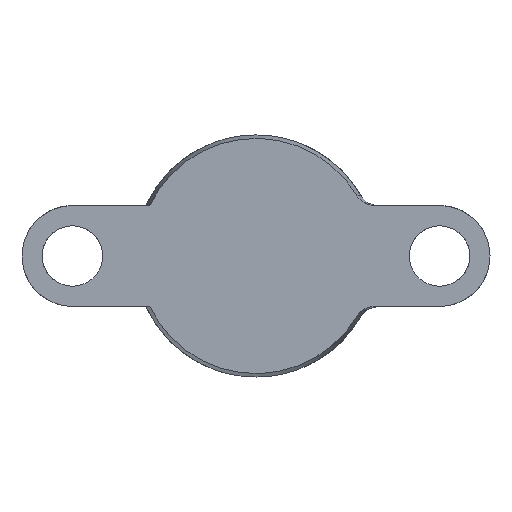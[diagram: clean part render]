
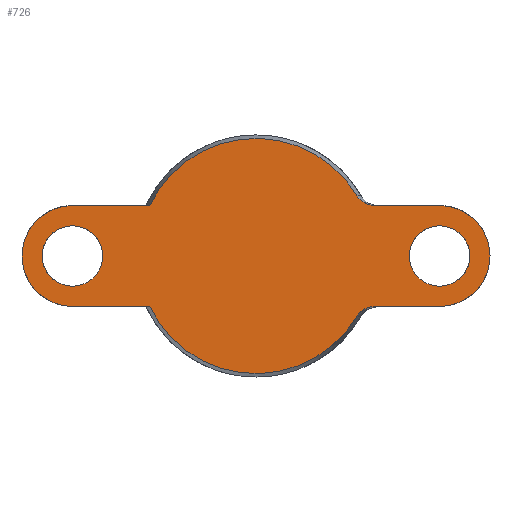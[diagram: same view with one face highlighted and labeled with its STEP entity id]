
A CAD part, front view. The second image highlights one B-rep face of the part: STEP entity #726.
In plain terms, the highlighted planar face has unit normal (0, -1, 0).
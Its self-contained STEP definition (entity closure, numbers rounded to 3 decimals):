
#7 = CIRCLE ( 'NONE', #837, 7.5 ) ;
#15 = EDGE_CURVE ( 'NONE', #566, #566, #7, .T. ) ;
#32 = EDGE_LOOP ( 'NONE', ( #1192 ) ) ;
#37 = CARTESIAN_POINT ( 'NONE',  ( 26.497, 0., -13.379 ) ) ;
#42 = ORIENTED_EDGE ( 'NONE', *, *, #1132, .T. ) ;
#48 = DIRECTION ( 'NONE',  ( 0., 1., 0. ) ) ;
#50 = ORIENTED_EDGE ( 'NONE', *, *, #1216, .T. ) ;
#60 = CARTESIAN_POINT ( 'NONE',  ( 27.869, 0., 12.721 ) ) ;
#73 = DIRECTION ( 'NONE',  ( 0., 0., -1. ) ) ;
#78 = LINE ( 'NONE', #582, #279 ) ;
#80 = EDGE_CURVE ( 'NONE', #194, #103, #1270, .T. ) ;
#83 = VERTEX_POINT ( 'NONE', #647 ) ;
#86 = DIRECTION ( 'NONE',  ( -1., 0., 0. ) ) ;
#103 = VERTEX_POINT ( 'NONE', #866 ) ;
#104 = DIRECTION ( 'NONE',  ( 0., -1., 0. ) ) ;
#109 = FACE_BOUND ( 'NONE', #1198, .T. ) ;
#111 = VECTOR ( 'NONE', #1053, 1000. ) ;
#123 = EDGE_CURVE ( 'NONE', #194, #397, #257, .T. ) ;
#138 = ORIENTED_EDGE ( 'NONE', *, *, #631, .T. ) ;
#140 = ORIENTED_EDGE ( 'NONE', *, *, #542, .F. ) ;
#178 = CARTESIAN_POINT ( 'NONE',  ( 26.678, 0., 13.261 ) ) ;
#180 = LINE ( 'NONE', #956, #365 ) ;
#181 = CARTESIAN_POINT ( 'NONE',  ( -45.5, 0., 7.5 ) ) ;
#184 = DIRECTION ( 'NONE',  ( 0., -1., 0. ) ) ;
#189 = CARTESIAN_POINT ( 'NONE',  ( 0., 0., 0. ) ) ;
#192 = CIRCLE ( 'NONE', #487, 7.5 ) ;
#194 = VERTEX_POINT ( 'NONE', #204 ) ;
#200 = FACE_BOUND ( 'NONE', #32, .T. ) ;
#204 = CARTESIAN_POINT ( 'NONE',  ( 29.374, 0., 12.5 ) ) ;
#219 = EDGE_CURVE ( 'NONE', #969, #969, #192, .T. ) ;
#229 = CARTESIAN_POINT ( 'NONE',  ( 25.237, 0., -14.58 ) ) ;
#235 = CARTESIAN_POINT ( 'NONE',  ( 25.011, 0., 14.959 ) ) ;
#238 = ORIENTED_EDGE ( 'NONE', *, *, #123, .T. ) ;
#257 = B_SPLINE_CURVE_WITH_KNOTS ( 'NONE', 3,
 ( #958, #764, #1047, #60, #1158, #655, #278, #178, #555, #460, #573, #638, #852, #1146 ),
 .UNSPECIFIED., .F., .F.,
 ( 4, 2, 2, 2, 2, 2, 4 ),
 ( 0., 0.001, 0.002, 0.003, 0.003, 0.004, 0.005 ),
 .UNSPECIFIED. ) ;
#277 = DIRECTION ( 'NONE',  ( 0., -1., 0. ) ) ;
#278 = CARTESIAN_POINT ( 'NONE',  ( 27.057, 0., 13.048 ) ) ;
#279 = VECTOR ( 'NONE', #855, 1000. ) ;
#282 = VECTOR ( 'NONE', #681, 1000. ) ;
#291 = DIRECTION ( 'NONE',  ( 0., 0., -1. ) ) ;
#328 = CARTESIAN_POINT ( 'NONE',  ( -15., 0., 12.5 ) ) ;
#341 = DIRECTION ( 'NONE',  ( 0., 0., 1. ) ) ;
#344 = CARTESIAN_POINT ( 'NONE',  ( 27.871, 0., -12.72 ) ) ;
#345 = AXIS2_PLACEMENT_3D ( 'NONE', #1052, #277, #865 ) ;
#350 = CARTESIAN_POINT ( 'NONE',  ( 28.933, 0., -12.5 ) ) ;
#353 = VERTEX_POINT ( 'NONE', #802 ) ;
#365 = VECTOR ( 'NONE', #86, 1000. ) ;
#366 = EDGE_LOOP ( 'NONE', ( #715, #238, #50, #42, #138, #543, #949, #982, #140, #1009 ) ) ;
#397 = VERTEX_POINT ( 'NONE', #235 ) ;
#413 = LINE ( 'NONE', #328, #282 ) ;
#416 = CARTESIAN_POINT ( 'NONE',  ( -45.5, 0., 0. ) ) ;
#441 = VERTEX_POINT ( 'NONE', #479 ) ;
#447 = EDGE_CURVE ( 'NONE', #1084, #441, #1190, .T. ) ;
#460 = CARTESIAN_POINT ( 'NONE',  ( 26.144, 0., 13.642 ) ) ;
#479 = CARTESIAN_POINT ( 'NONE',  ( 25.011, 0., -14.959 ) ) ;
#483 = AXIS2_PLACEMENT_3D ( 'NONE', #534, #48, #736 ) ;
#487 = AXIS2_PLACEMENT_3D ( 'NONE', #697, #1095, #1176 ) ;
#501 = EDGE_CURVE ( 'NONE', #1096, #1084, #78, .T. ) ;
#528 = CARTESIAN_POINT ( 'NONE',  ( 25.977, 0., -13.784 ) ) ;
#534 = CARTESIAN_POINT ( 'NONE',  ( -29.143, 0., 0. ) ) ;
#542 = EDGE_CURVE ( 'NONE', #1199, #353, #180, .T. ) ;
#543 = ORIENTED_EDGE ( 'NONE', *, *, #501, .T. ) ;
#555 = CARTESIAN_POINT ( 'NONE',  ( 26.495, 0., 13.38 ) ) ;
#563 = EDGE_CURVE ( 'NONE', #103, #1199, #771, .T. ) ;
#566 = VERTEX_POINT ( 'NONE', #772 ) ;
#573 = CARTESIAN_POINT ( 'NONE',  ( 25.976, 0., 13.785 ) ) ;
#582 = CARTESIAN_POINT ( 'NONE',  ( -15., 0., -12.5 ) ) ;
#583 = CARTESIAN_POINT ( 'NONE',  ( -26.326, 0., -12.5 ) ) ;
#601 = DIRECTION ( 'NONE',  ( 0., 0., -1. ) ) ;
#624 = CARTESIAN_POINT ( 'NONE',  ( 25.508, 0., -14.24 ) ) ;
#630 = AXIS2_PLACEMENT_3D ( 'NONE', #189, #184, #73 ) ;
#631 = EDGE_CURVE ( 'NONE', #83, #1096, #1041, .T. ) ;
#638 = CARTESIAN_POINT ( 'NONE',  ( 25.507, 0., 14.24 ) ) ;
#643 = AXIS2_PLACEMENT_3D ( 'NONE', #416, #104, #601 ) ;
#647 = CARTESIAN_POINT ( 'NONE',  ( -45.5, 0., 12.5 ) ) ;
#655 = CARTESIAN_POINT ( 'NONE',  ( 27.253, 0., 12.954 ) ) ;
#660 = CARTESIAN_POINT ( 'NONE',  ( 15., 0., 12.5 ) ) ;
#681 = DIRECTION ( 'NONE',  ( -1., 0., 0. ) ) ;
#697 = CARTESIAN_POINT ( 'NONE',  ( -45.5, 0., 0. ) ) ;
#715 = ORIENTED_EDGE ( 'NONE', *, *, #80, .F. ) ;
#723 = CARTESIAN_POINT ( 'NONE',  ( 27.255, 0., -12.953 ) ) ;
#726 = ADVANCED_FACE ( 'NONE', ( #1010, #200, #109 ), #1015, .F. ) ;
#736 = DIRECTION ( 'NONE',  ( 0., 0., 1. ) ) ;
#764 = CARTESIAN_POINT ( 'NONE',  ( 28.933, 0., 12.5 ) ) ;
#771 = CIRCLE ( 'NONE', #881, 12.5 ) ;
#772 = CARTESIAN_POINT ( 'NONE',  ( 45.5, 0., 7.5 ) ) ;
#802 = CARTESIAN_POINT ( 'NONE',  ( 29.374, 0., -12.5 ) ) ;
#821 = ORIENTED_EDGE ( 'NONE', *, *, #219, .F. ) ;
#826 = CARTESIAN_POINT ( 'NONE',  ( 45.5, 0., 0. ) ) ;
#836 = CARTESIAN_POINT ( 'NONE',  ( 27.662, 0., -12.789 ) ) ;
#837 = AXIS2_PLACEMENT_3D ( 'NONE', #826, #1226, #341 ) ;
#852 = CARTESIAN_POINT ( 'NONE',  ( 25.237, 0., 14.58 ) ) ;
#855 = DIRECTION ( 'NONE',  ( 1., 0., 0. ) ) ;
#865 = DIRECTION ( 'NONE',  ( 0., 0., -1. ) ) ;
#866 = CARTESIAN_POINT ( 'NONE',  ( 45.5, 0., 12.5 ) ) ;
#872 = CARTESIAN_POINT ( 'NONE',  ( -45.5, 0., -12.5 ) ) ;
#874 = CARTESIAN_POINT ( 'NONE',  ( 45.5, 0., 0. ) ) ;
#881 = AXIS2_PLACEMENT_3D ( 'NONE', #874, #1275, #291 ) ;
#923 = CARTESIAN_POINT ( 'NONE',  ( 26.146, 0., -13.64 ) ) ;
#934 = CARTESIAN_POINT ( 'NONE',  ( 45.5, 0., -12.5 ) ) ;
#949 = ORIENTED_EDGE ( 'NONE', *, *, #447, .T. ) ;
#956 = CARTESIAN_POINT ( 'NONE',  ( 15., 0., -12.5 ) ) ;
#958 = CARTESIAN_POINT ( 'NONE',  ( 29.374, 0., 12.5 ) ) ;
#969 = VERTEX_POINT ( 'NONE', #181 ) ;
#982 = ORIENTED_EDGE ( 'NONE', *, *, #994, .T. ) ;
#994 = EDGE_CURVE ( 'NONE', #441, #353, #1040, .T. ) ;
#1009 = ORIENTED_EDGE ( 'NONE', *, *, #563, .F. ) ;
#1010 = FACE_OUTER_BOUND ( 'NONE', #366, .T. ) ;
#1015 = PLANE ( 'NONE',  #483 ) ;
#1040 = B_SPLINE_CURVE_WITH_KNOTS ( 'NONE', 3,
 ( #1113, #229, #624, #528, #923, #37, #1222, #723, #836, #344, #1238, #350, #1050 ),
 .UNSPECIFIED., .F., .F.,
 ( 4, 2, 2, 1, 2, 2, 4 ),
 ( 0., 0.001, 0.002, 0.003, 0.003, 0.004, 0.005 ),
 .UNSPECIFIED. ) ;
#1041 = CIRCLE ( 'NONE', #643, 12.5 ) ;
#1047 = CARTESIAN_POINT ( 'NONE',  ( 28.502, 0., 12.556 ) ) ;
#1050 = CARTESIAN_POINT ( 'NONE',  ( 29.374, 0., -12.5 ) ) ;
#1052 = CARTESIAN_POINT ( 'NONE',  ( 0., 0., 0. ) ) ;
#1053 = DIRECTION ( 'NONE',  ( 1., 0., 0. ) ) ;
#1084 = VERTEX_POINT ( 'NONE', #583 ) ;
#1095 = DIRECTION ( 'NONE',  ( 0., -1., 0. ) ) ;
#1096 = VERTEX_POINT ( 'NONE', #872 ) ;
#1113 = CARTESIAN_POINT ( 'NONE',  ( 25.011, 0., -14.959 ) ) ;
#1132 = EDGE_CURVE ( 'NONE', #1263, #83, #413, .T. ) ;
#1145 = CARTESIAN_POINT ( 'NONE',  ( -26.326, 0., 12.5 ) ) ;
#1146 = CARTESIAN_POINT ( 'NONE',  ( 25.011, 0., 14.959 ) ) ;
#1158 = CARTESIAN_POINT ( 'NONE',  ( 27.659, 0., 12.79 ) ) ;
#1176 = DIRECTION ( 'NONE',  ( 0., 0., 1. ) ) ;
#1188 = CIRCLE ( 'NONE', #345, 29.143 ) ;
#1190 = CIRCLE ( 'NONE', #630, 29.143 ) ;
#1192 = ORIENTED_EDGE ( 'NONE', *, *, #15, .T. ) ;
#1198 = EDGE_LOOP ( 'NONE', ( #821 ) ) ;
#1199 = VERTEX_POINT ( 'NONE', #934 ) ;
#1216 = EDGE_CURVE ( 'NONE', #397, #1263, #1188, .T. ) ;
#1222 = CARTESIAN_POINT ( 'NONE',  ( 26.862, 0., -13.142 ) ) ;
#1226 = DIRECTION ( 'NONE',  ( 0., 1., 0. ) ) ;
#1238 = CARTESIAN_POINT ( 'NONE',  ( 28.503, 0., -12.556 ) ) ;
#1263 = VERTEX_POINT ( 'NONE', #1145 ) ;
#1270 = LINE ( 'NONE', #660, #111 ) ;
#1275 = DIRECTION ( 'NONE',  ( 0., 1., 0. ) ) ;
